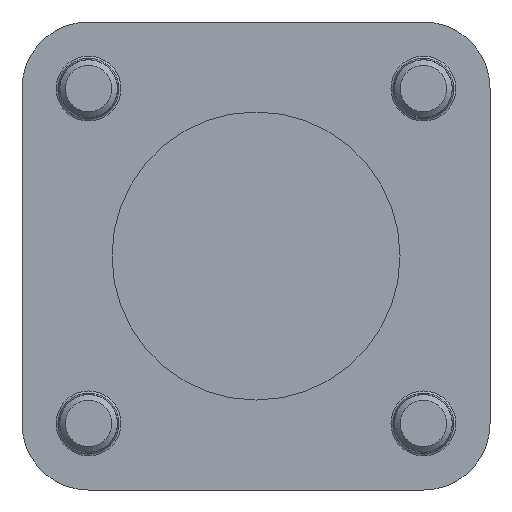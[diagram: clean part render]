
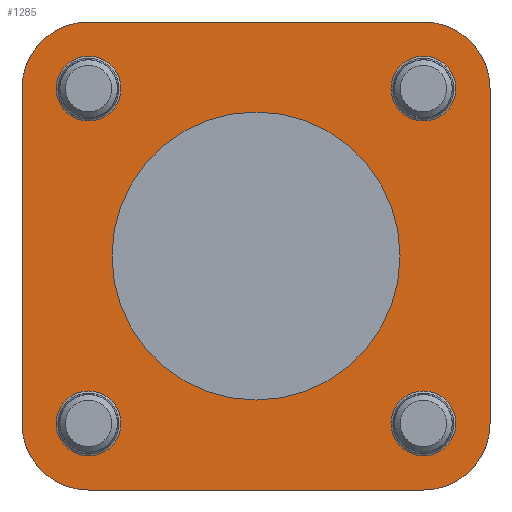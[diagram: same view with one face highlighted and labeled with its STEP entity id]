
A CAD part, left-side view. The second image highlights one B-rep face of the part: STEP entity #1285.
In plain terms, the highlighted planar face has unit normal (-1, 0, 0).
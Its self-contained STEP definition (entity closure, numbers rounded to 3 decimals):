
#214=PLANE('',#1386);
#279=VECTOR('',#1562,1.);
#285=VECTOR('',#1569,1.);
#291=VECTOR('',#1582,1.);
#296=VECTOR('',#1618,1.);
#373=LINE('',#1896,#279);
#379=LINE('',#1907,#285);
#385=LINE('',#1921,#291);
#390=LINE('',#1954,#296);
#454=VERTEX_POINT('',#1837);
#467=VERTEX_POINT('',#1878);
#468=VERTEX_POINT('',#1880);
#471=VERTEX_POINT('',#1887);
#472=VERTEX_POINT('',#1889);
#479=VERTEX_POINT('',#1908);
#482=VERTEX_POINT('',#1917);
#483=VERTEX_POINT('',#1922);
#486=VERTEX_POINT('',#1931);
#487=VERTEX_POINT('',#1935);
#489=VERTEX_POINT('',#1940);
#491=VERTEX_POINT('',#1945);
#493=VERTEX_POINT('',#1950);
#545=CIRCLE('',#1343,20.);
#553=CIRCLE('',#1361,9.25);
#555=CIRCLE('',#1364,9.25);
#557=CIRCLE('',#1369,9.25);
#559=CIRCLE('',#1373,9.25);
#560=CIRCLE('',#1375,4.5);
#562=CIRCLE('',#1378,4.5);
#564=CIRCLE('',#1381,4.5);
#566=CIRCLE('',#1384,4.5);
#619=EDGE_CURVE('',#454,#454,#545,.T.);
#638=EDGE_CURVE('',#467,#468,#553,.T.);
#642=EDGE_CURVE('',#471,#472,#555,.T.);
#646=EDGE_CURVE('',#468,#471,#373,.T.);
#652=EDGE_CURVE('',#472,#479,#379,.T.);
#657=EDGE_CURVE('',#479,#482,#557,.T.);
#660=EDGE_CURVE('',#482,#483,#385,.T.);
#665=EDGE_CURVE('',#483,#486,#559,.T.);
#667=EDGE_CURVE('',#487,#487,#560,.T.);
#669=EDGE_CURVE('',#489,#489,#562,.T.);
#671=EDGE_CURVE('',#491,#491,#564,.T.);
#673=EDGE_CURVE('',#493,#493,#566,.T.);
#675=EDGE_CURVE('',#486,#467,#390,.T.);
#857=ORIENTED_EDGE('',*,*,#619,.T.);
#858=ORIENTED_EDGE('',*,*,#673,.T.);
#859=ORIENTED_EDGE('',*,*,#671,.T.);
#860=ORIENTED_EDGE('',*,*,#669,.T.);
#861=ORIENTED_EDGE('',*,*,#667,.T.);
#862=ORIENTED_EDGE('',*,*,#675,.F.);
#863=ORIENTED_EDGE('',*,*,#665,.F.);
#864=ORIENTED_EDGE('',*,*,#660,.F.);
#865=ORIENTED_EDGE('',*,*,#657,.F.);
#866=ORIENTED_EDGE('',*,*,#652,.F.);
#867=ORIENTED_EDGE('',*,*,#642,.F.);
#868=ORIENTED_EDGE('',*,*,#646,.F.);
#869=ORIENTED_EDGE('',*,*,#638,.F.);
#1086=EDGE_LOOP('',(#857));
#1087=EDGE_LOOP('',(#858));
#1088=EDGE_LOOP('',(#859));
#1089=EDGE_LOOP('',(#860));
#1090=EDGE_LOOP('',(#861));
#1091=EDGE_LOOP('',(#862,#863,#864,#865,#866,#867,#868,#869));
#1190=FACE_BOUND('',#1086,.T.);
#1191=FACE_BOUND('',#1087,.T.);
#1192=FACE_BOUND('',#1088,.T.);
#1193=FACE_BOUND('',#1089,.T.);
#1194=FACE_BOUND('',#1090,.T.);
#1195=FACE_BOUND('',#1091,.T.);
#1285=ADVANCED_FACE('',(#1190,#1191,#1192,#1193,#1194,#1195),#214,.F.);
#1343=AXIS2_PLACEMENT_3D('',#1836,#1509,#1510);
#1361=AXIS2_PLACEMENT_3D('',#1879,#1548,#1549);
#1364=AXIS2_PLACEMENT_3D('',#1888,#1556,#1557);
#1369=AXIS2_PLACEMENT_3D('',#1916,#1577,#1578);
#1373=AXIS2_PLACEMENT_3D('',#1930,#1590,#1591);
#1375=AXIS2_PLACEMENT_3D('',#1934,#1595,#1596);
#1378=AXIS2_PLACEMENT_3D('',#1939,#1601,#1602);
#1381=AXIS2_PLACEMENT_3D('',#1944,#1607,#1608);
#1384=AXIS2_PLACEMENT_3D('',#1949,#1613,#1614);
#1386=AXIS2_PLACEMENT_3D('',#1953,#1617,$);
#1509=DIRECTION('',(1.,0.,0.));
#1510=DIRECTION('',(0.,0.,-20.));
#1548=DIRECTION('',(1.,0.,0.));
#1549=DIRECTION('',(0.,0.,-9.25));
#1556=DIRECTION('',(1.,0.,0.));
#1557=DIRECTION('',(0.,0.,-9.25));
#1562=DIRECTION('',(0.,0.,-1.));
#1569=DIRECTION('',(0.,1.,0.));
#1577=DIRECTION('',(1.,0.,0.));
#1578=DIRECTION('',(0.,0.,-9.25));
#1582=DIRECTION('',(0.,0.,1.));
#1590=DIRECTION('',(1.,0.,0.));
#1591=DIRECTION('',(0.,0.,-9.25));
#1595=DIRECTION('',(1.,0.,0.));
#1596=DIRECTION('',(0.,0.,-4.5));
#1601=DIRECTION('',(1.,0.,0.));
#1602=DIRECTION('',(0.,0.,-4.5));
#1607=DIRECTION('',(1.,0.,0.));
#1608=DIRECTION('',(0.,0.,-4.5));
#1613=DIRECTION('',(1.,0.,0.));
#1614=DIRECTION('',(0.,0.,-4.5));
#1617=DIRECTION('',(1.,0.,0.));
#1618=DIRECTION('',(0.,-1.,0.));
#1836=CARTESIAN_POINT('',(0.,0.,0.));
#1837=CARTESIAN_POINT('',(0.,0.,-20.));
#1878=CARTESIAN_POINT('',(0.,-23.25,32.5));
#1879=CARTESIAN_POINT('',(0.,-23.25,23.25));
#1880=CARTESIAN_POINT('',(0.,-32.5,23.25));
#1887=CARTESIAN_POINT('',(0.,-32.5,-23.25));
#1888=CARTESIAN_POINT('',(0.,-23.25,-23.25));
#1889=CARTESIAN_POINT('',(0.,-23.25,-32.5));
#1896=CARTESIAN_POINT('',(0.,-32.5,23.25));
#1907=CARTESIAN_POINT('',(0.,-23.25,-32.5));
#1908=CARTESIAN_POINT('',(0.,23.25,-32.5));
#1916=CARTESIAN_POINT('',(0.,23.25,-23.25));
#1917=CARTESIAN_POINT('',(0.,32.5,-23.25));
#1921=CARTESIAN_POINT('',(0.,32.5,-23.25));
#1922=CARTESIAN_POINT('',(0.,32.5,23.25));
#1930=CARTESIAN_POINT('',(0.,23.25,23.25));
#1931=CARTESIAN_POINT('',(0.,23.25,32.5));
#1934=CARTESIAN_POINT('',(0.,23.25,-23.25));
#1935=CARTESIAN_POINT('',(0.,23.25,-27.75));
#1939=CARTESIAN_POINT('',(0.,-23.25,-23.25));
#1940=CARTESIAN_POINT('',(0.,-23.25,-27.75));
#1944=CARTESIAN_POINT('',(0.,23.25,23.25));
#1945=CARTESIAN_POINT('',(0.,23.25,18.75));
#1949=CARTESIAN_POINT('',(0.,-23.25,23.25));
#1950=CARTESIAN_POINT('',(0.,-23.25,18.75));
#1953=CARTESIAN_POINT('',(0.,-23.25,23.25));
#1954=CARTESIAN_POINT('',(0.,23.25,32.5));
